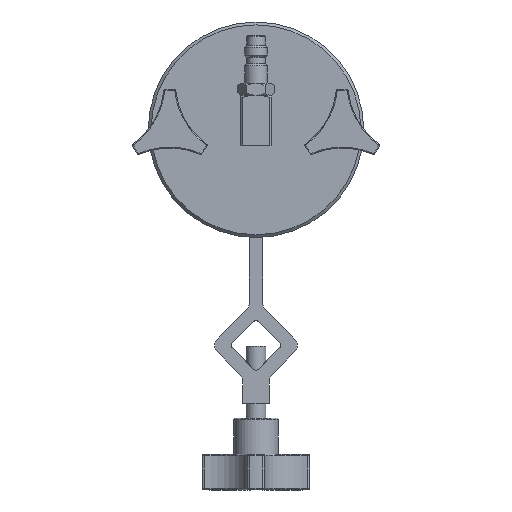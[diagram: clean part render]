
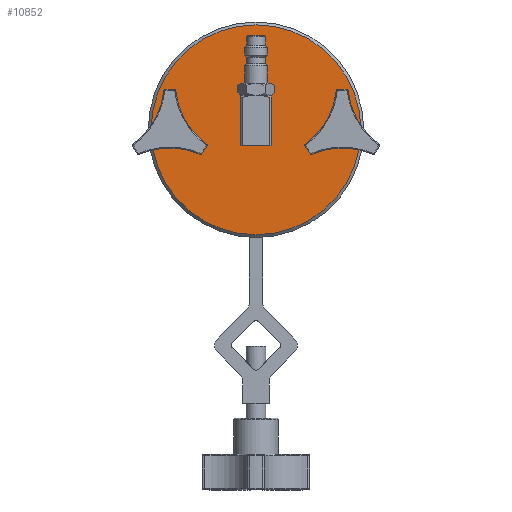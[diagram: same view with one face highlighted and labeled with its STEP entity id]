
A CAD part, left-side view. The second image highlights one B-rep face of the part: STEP entity #10852.
In plain terms, the highlighted planar face has unit normal (-1, 0, 0).
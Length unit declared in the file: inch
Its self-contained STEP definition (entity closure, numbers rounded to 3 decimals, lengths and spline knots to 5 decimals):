
#14 = ORIENTED_EDGE ( 'NONE', *, *, #11747, .T. ) ;
#27 = CARTESIAN_POINT ( 'NONE',  ( -1.753, 2.8095, 2.55054 ) ) ;
#145 = EDGE_CURVE ( 'NONE', #4083, #4083, #7143, .T. ) ;
#181 = LINE ( 'NONE', #3178, #8568 ) ;
#256 = CARTESIAN_POINT ( 'NONE',  ( -1.753, 2.05, 2.1 ) ) ;
#418 = CARTESIAN_POINT ( 'NONE',  ( -1.753, 1.8, 2.1 ) ) ;
#443 = ORIENTED_EDGE ( 'NONE', *, *, #1186, .T. ) ;
#466 = FACE_OUTER_BOUND ( 'NONE', #8668, .T. ) ;
#652 = ORIENTED_EDGE ( 'NONE', *, *, #7060, .F. ) ;
#823 = CARTESIAN_POINT ( 'NONE',  ( -1.753, 3.1905, 1.88 ) ) ;
#1032 = CARTESIAN_POINT ( 'NONE',  ( -1.753, 4.45, 2.1 ) ) ;
#1079 = DIRECTION ( 'NONE',  ( 0., 0., -1. ) ) ;
#1082 = CARTESIAN_POINT ( 'NONE',  ( -1.753, 2.8095, 1.88 ) ) ;
#1186 = EDGE_CURVE ( 'NONE', #4761, #9982, #7328, .T. ) ;
#1237 = EDGE_CURVE ( 'NONE', #9422, #9982, #9873, .T. ) ;
#1271 = EDGE_CURVE ( 'NONE', #8376, #3699, #11235, .T. ) ;
#1422 = VECTOR ( 'NONE', #10203, 39.37008 ) ;
#1588 = DIRECTION ( 'NONE',  ( 0., 1., 0. ) ) ;
#1602 = DIRECTION ( 'NONE',  ( -1., 0., 0. ) ) ;
#1611 = CARTESIAN_POINT ( 'NONE',  ( -1.753, 3., 2.1 ) ) ;
#1786 = EDGE_CURVE ( 'NONE', #9422, #7573, #2467, .T. ) ;
#1971 = EDGE_LOOP ( 'NONE', ( #4930, #7612, #5895, #443, #3976, #10131, #5400, #652, #9935, #14 ) ) ;
#2165 = CARTESIAN_POINT ( 'NONE',  ( -1.753, 2.8095, 1.88 ) ) ;
#2269 = VECTOR ( 'NONE', #11284, 39.37008 ) ;
#2318 = CARTESIAN_POINT ( 'NONE',  ( -1.753, 3.1905, 2.03133 ) ) ;
#2467 = LINE ( 'NONE', #4768, #11722 ) ;
#2873 = EDGE_CURVE ( 'NONE', #5526, #9619, #10073, .T. ) ;
#3085 = EDGE_CURVE ( 'NONE', #7399, #7399, #4333, .T. ) ;
#3097 = DIRECTION ( 'NONE',  ( 0., 1., 0. ) ) ;
#3173 = EDGE_CURVE ( 'NONE', #8376, #6251, #3894, .T. ) ;
#3178 = CARTESIAN_POINT ( 'NONE',  ( -1.753, 3.07476, 2.58 ) ) ;
#3270 = CARTESIAN_POINT ( 'NONE',  ( -1.753, 2.90566, 2.57695 ) ) ;
#3326 = EDGE_LOOP ( 'NONE', ( #11779 ) ) ;
#3332 = AXIS2_PLACEMENT_3D ( 'NONE', #1611, #1602, #1588 ) ;
#3355 = CARTESIAN_POINT ( 'NONE',  ( -1.753, 2.88621, 2.57281 ) ) ;
#3384 = CARTESIAN_POINT ( 'NONE',  ( -1.753, 3.07476, 2.58 ) ) ;
#3401 = CARTESIAN_POINT ( 'NONE',  ( -1.753, 2.8095, 2.55054 ) ) ;
#3487 = EDGE_CURVE ( 'NONE', #4761, #3699, #3902, .T. ) ;
#3699 = VERTEX_POINT ( 'NONE', #2165 ) ;
#3772 = CARTESIAN_POINT ( 'NONE',  ( -1.753, 2.84755, 2.5628 ) ) ;
#3786 = CARTESIAN_POINT ( 'NONE',  ( -1.753, 2.82837, 2.55694 ) ) ;
#3894 = CIRCLE ( 'NONE', #8435, 0.2025 ) ;
#3902 = LINE ( 'NONE', #9188, #4188 ) ;
#3976 = ORIENTED_EDGE ( 'NONE', *, *, #1237, .F. ) ;
#4075 = ORIENTED_EDGE ( 'NONE', *, *, #3085, .T. ) ;
#4083 = VERTEX_POINT ( 'NONE', #1032 ) ;
#4188 = VECTOR ( 'NONE', #9141, 39.37008 ) ;
#4333 = CIRCLE ( 'NONE', #7895, 0.25 ) ;
#4357 = AXIS2_PLACEMENT_3D ( 'NONE', #5057, #5101, #5027 ) ;
#4361 = B_SPLINE_CURVE_WITH_KNOTS ( 'NONE', 3,
 ( #8768, #8855, #8867, #8942 ),
 .UNSPECIFIED., .F., .F.,
 ( 4, 4 ),
 ( 0.01445, 0.01748 ),
 .UNSPECIFIED. ) ;
#4648 = DIRECTION ( 'NONE',  ( 1., 0., 0. ) ) ;
#4761 = VERTEX_POINT ( 'NONE', #823 ) ;
#4768 = CARTESIAN_POINT ( 'NONE',  ( -1.753, 3.1905, 2.58 ) ) ;
#4930 = ORIENTED_EDGE ( 'NONE', *, *, #3173, .F. ) ;
#4979 = FACE_BOUND ( 'NONE', #3326, .T. ) ;
#4988 = VECTOR ( 'NONE', #1079, 39.37008 ) ;
#4991 = DIRECTION ( 'NONE',  ( 0., 0., 1. ) ) ;
#5018 = EDGE_LOOP ( 'NONE', ( #4075 ) ) ;
#5027 = DIRECTION ( 'NONE',  ( 0., 1., 0. ) ) ;
#5057 = CARTESIAN_POINT ( 'NONE',  ( -1.753, 3., 2.1 ) ) ;
#5101 = DIRECTION ( 'NONE',  ( 1., 0., 0. ) ) ;
#5133 = FACE_BOUND ( 'NONE', #1971, .T. ) ;
#5187 = PLANE ( 'NONE',  #4357 ) ;
#5367 = EDGE_CURVE ( 'NONE', #11211, #7573, #4361, .T. ) ;
#5400 = ORIENTED_EDGE ( 'NONE', *, *, #5367, .F. ) ;
#5500 = CARTESIAN_POINT ( 'NONE',  ( -1.753, 3.1905, 2.55054 ) ) ;
#5526 = VERTEX_POINT ( 'NONE', #27 ) ;
#5661 = FACE_BOUND ( 'NONE', #5018, .T. ) ;
#5895 = ORIENTED_EDGE ( 'NONE', *, *, #3487, .F. ) ;
#6053 = LINE ( 'NONE', #1082, #4988 ) ;
#6251 = VERTEX_POINT ( 'NONE', #7928 ) ;
#6722 = CIRCLE ( 'NONE', #3332, 1.46 ) ;
#6912 = DIRECTION ( 'NONE',  ( 0., 1., 0. ) ) ;
#6942 = DIRECTION ( 'NONE',  ( 1., 0., 0. ) ) ;
#6978 = CARTESIAN_POINT ( 'NONE',  ( -1.753, 2.92524, 2.58 ) ) ;
#7060 = EDGE_CURVE ( 'NONE', #9619, #11211, #181, .T. ) ;
#7143 = CIRCLE ( 'NONE', #9537, 0.25 ) ;
#7328 = LINE ( 'NONE', #11096, #2269 ) ;
#7399 = VERTEX_POINT ( 'NONE', #256 ) ;
#7443 = DIRECTION ( 'NONE',  ( 0., 1., 0. ) ) ;
#7573 = VERTEX_POINT ( 'NONE', #5500 ) ;
#7612 = ORIENTED_EDGE ( 'NONE', *, *, #1271, .T. ) ;
#7895 = AXIS2_PLACEMENT_3D ( 'NONE', #418, #6942, #6912 ) ;
#7928 = CARTESIAN_POINT ( 'NONE',  ( -1.753, 2.8095, 2.16867 ) ) ;
#8157 = AXIS2_PLACEMENT_3D ( 'NONE', #10294, #10291, #10279 ) ;
#8376 = VERTEX_POINT ( 'NONE', #8869 ) ;
#8424 = VERTEX_POINT ( 'NONE', #10875 ) ;
#8435 = AXIS2_PLACEMENT_3D ( 'NONE', #9177, #9159, #9069 ) ;
#8568 = VECTOR ( 'NONE', #3097, 39.37008 ) ;
#8668 = EDGE_LOOP ( 'NONE', ( #8982 ) ) ;
#8768 = CARTESIAN_POINT ( 'NONE',  ( -1.753, 3.07476, 2.58 ) ) ;
#8815 = CARTESIAN_POINT ( 'NONE',  ( -1.753, 2.92524, 2.58 ) ) ;
#8855 = CARTESIAN_POINT ( 'NONE',  ( -1.753, 3.11413, 2.57388 ) ) ;
#8867 = CARTESIAN_POINT ( 'NONE',  ( -1.753, 3.15257, 2.56341 ) ) ;
#8869 = CARTESIAN_POINT ( 'NONE',  ( -1.753, 2.8095, 2.03133 ) ) ;
#8942 = CARTESIAN_POINT ( 'NONE',  ( -1.753, 3.1905, 2.55054 ) ) ;
#8982 = ORIENTED_EDGE ( 'NONE', *, *, #11649, .T. ) ;
#9069 = DIRECTION ( 'NONE',  ( 0., 1., 0. ) ) ;
#9141 = DIRECTION ( 'NONE',  ( 0., -1., 0. ) ) ;
#9159 = DIRECTION ( 'NONE',  ( -1., 0., 0. ) ) ;
#9177 = CARTESIAN_POINT ( 'NONE',  ( -1.753, 3., 2.1 ) ) ;
#9188 = CARTESIAN_POINT ( 'NONE',  ( -1.753, 3.07476, 1.88 ) ) ;
#9422 = VERTEX_POINT ( 'NONE', #12073 ) ;
#9537 = AXIS2_PLACEMENT_3D ( 'NONE', #11318, #4648, #7443 ) ;
#9619 = VERTEX_POINT ( 'NONE', #8815 ) ;
#9873 = CIRCLE ( 'NONE', #8157, 0.2025 ) ;
#9935 = ORIENTED_EDGE ( 'NONE', *, *, #2873, .F. ) ;
#9982 = VERTEX_POINT ( 'NONE', #2318 ) ;
#10073 = B_SPLINE_CURVE_WITH_KNOTS ( 'NONE', 3,
 ( #3401, #3786, #3772, #3355, #3270, #6978 ),
 .UNSPECIFIED., .F., .F.,
 ( 4, 2, 4 ),
 ( 0.00762, 0.00914, 0.01065 ),
 .UNSPECIFIED. ) ;
#10131 = ORIENTED_EDGE ( 'NONE', *, *, #1786, .T. ) ;
#10167 = CARTESIAN_POINT ( 'NONE',  ( -1.753, 2.8095, 1.88 ) ) ;
#10203 = DIRECTION ( 'NONE',  ( 0., 0., -1. ) ) ;
#10279 = DIRECTION ( 'NONE',  ( 0., 1., 0. ) ) ;
#10291 = DIRECTION ( 'NONE',  ( -1., 0., 0. ) ) ;
#10294 = CARTESIAN_POINT ( 'NONE',  ( -1.753, 3., 2.1 ) ) ;
#10852 = ADVANCED_FACE ( 'NONE', ( #4979, #5661, #466, #5133 ), #5187, .F. ) ;
#10875 = CARTESIAN_POINT ( 'NONE',  ( -1.753, 4.46, 2.1 ) ) ;
#11096 = CARTESIAN_POINT ( 'NONE',  ( -1.753, 3.1905, 2.58 ) ) ;
#11211 = VERTEX_POINT ( 'NONE', #3384 ) ;
#11235 = LINE ( 'NONE', #10167, #1422 ) ;
#11284 = DIRECTION ( 'NONE',  ( 0., 0., 1. ) ) ;
#11318 = CARTESIAN_POINT ( 'NONE',  ( -1.753, 4.2, 2.1 ) ) ;
#11649 = EDGE_CURVE ( 'NONE', #8424, #8424, #6722, .T. ) ;
#11722 = VECTOR ( 'NONE', #4991, 39.37008 ) ;
#11747 = EDGE_CURVE ( 'NONE', #5526, #6251, #6053, .T. ) ;
#11779 = ORIENTED_EDGE ( 'NONE', *, *, #145, .T. ) ;
#12073 = CARTESIAN_POINT ( 'NONE',  ( -1.753, 3.1905, 2.16867 ) ) ;
